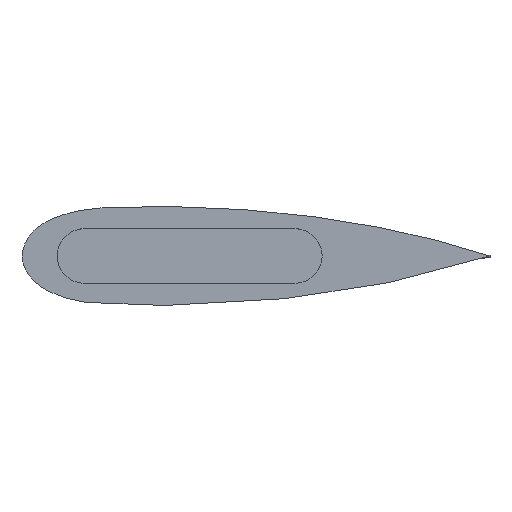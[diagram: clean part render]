
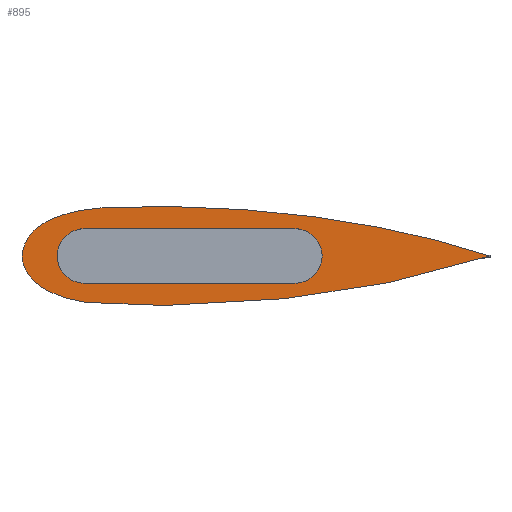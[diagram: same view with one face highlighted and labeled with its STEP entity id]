
A CAD part, top view. The second image highlights one B-rep face of the part: STEP entity #895.
In plain terms, the highlighted planar face has unit normal (0, 0, 1).
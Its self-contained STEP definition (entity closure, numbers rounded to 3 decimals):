
#42 = ORIENTED_EDGE ( 'NONE', *, *, #307, .T. ) ;
#54 = DIRECTION ( 'NONE',  ( 0., 0., -1. ) ) ;
#75 = EDGE_CURVE ( 'NONE', #1282, #96, #1126, .T. ) ;
#79 = CARTESIAN_POINT ( 'NONE',  ( 8., 0., -10. ) ) ;
#81 = FACE_BOUND ( 'NONE', #144, .T. ) ;
#96 = VERTEX_POINT ( 'NONE', #180 ) ;
#114 = DIRECTION ( 'NONE',  ( 1., 0., 0. ) ) ;
#115 = ORIENTED_EDGE ( 'NONE', *, *, #75, .T. ) ;
#126 = LINE ( 'NONE', #1458, #1260 ) ;
#144 = EDGE_LOOP ( 'NONE', ( #42, #115, #525, #482, #764 ) ) ;
#169 = AXIS2_PLACEMENT_3D ( 'NONE', #1014, #1245, #114 ) ;
#180 = CARTESIAN_POINT ( 'NONE',  ( 4.5, 0., -10. ) ) ;
#225 = CARTESIAN_POINT ( 'NONE',  ( 35., 3.5, -10. ) ) ;
#230 = CIRCLE ( 'NONE', #690, 3.5 ) ;
#235 = AXIS2_PLACEMENT_3D ( 'NONE', #1152, #502, #1407 ) ;
#260 = VERTEX_POINT ( 'NONE', #443 ) ;
#301 = CARTESIAN_POINT ( 'NONE',  ( 0.269, 3.254, -10. ) ) ;
#307 = EDGE_CURVE ( 'NONE', #796, #1282, #706, .T. ) ;
#309 = CARTESIAN_POINT ( 'NONE',  ( 5.795, 6.093, -10. ) ) ;
#329 = VERTEX_POINT ( 'NONE', #225 ) ;
#330 = CARTESIAN_POINT ( 'NONE',  ( 35., -3.5, -10. ) ) ;
#344 = PLANE ( 'NONE',  #169 ) ;
#359 = VERTEX_POINT ( 'NONE', #452 ) ;
#400 = CARTESIAN_POINT ( 'NONE',  ( 26.687, 6.871, -10. ) ) ;
#443 = CARTESIAN_POINT ( 'NONE',  ( 0., 0., -10. ) ) ;
#452 = CARTESIAN_POINT ( 'NONE',  ( 8., 3.5, -10. ) ) ;
#472 = EDGE_CURVE ( 'NONE', #329, #796, #1213, .T. ) ;
#482 = ORIENTED_EDGE ( 'NONE', *, *, #1237, .T. ) ;
#502 = DIRECTION ( 'NONE',  ( 0., 0., -1. ) ) ;
#525 = ORIENTED_EDGE ( 'NONE', *, *, #552, .T. ) ;
#539 = CARTESIAN_POINT ( 'NONE',  ( 60.033, 0., -10. ) ) ;
#543 = CARTESIAN_POINT ( 'NONE',  ( 45.229, -4.822, -10. ) ) ;
#552 = EDGE_CURVE ( 'NONE', #96, #359, #230, .T. ) ;
#564 = CARTESIAN_POINT ( 'NONE',  ( 0., 0., -10. ) ) ;
#617 = CARTESIAN_POINT ( 'NONE',  ( 8., -3.5, -10. ) ) ;
#650 = EDGE_CURVE ( 'NONE', #260, #748, #780, .T. ) ;
#654 = ORIENTED_EDGE ( 'NONE', *, *, #884, .F. ) ;
#658 = ORIENTED_EDGE ( 'NONE', *, *, #650, .F. ) ;
#690 = AXIS2_PLACEMENT_3D ( 'NONE', #79, #963, #1091 ) ;
#706 = LINE ( 'NONE', #330, #1244 ) ;
#748 = VERTEX_POINT ( 'NONE', #1216 ) ;
#764 = ORIENTED_EDGE ( 'NONE', *, *, #472, .T. ) ;
#780 = B_SPLINE_CURVE_WITH_KNOTS ( 'NONE', 3,
 ( #973, #301, #309, #400, #1414, #1419 ),
 .UNSPECIFIED., .F., .F.,
 ( 4, 1, 1, 4 ),
 ( 0., 0.136, 0.261, 1. ),
 .UNSPECIFIED. ) ;
#794 = CARTESIAN_POINT ( 'NONE',  ( 5.795, -6.093, -10. ) ) ;
#796 = VERTEX_POINT ( 'NONE', #1121 ) ;
#818 = EDGE_LOOP ( 'NONE', ( #654, #658 ) ) ;
#859 = AXIS2_PLACEMENT_3D ( 'NONE', #928, #54, #1416 ) ;
#884 = EDGE_CURVE ( 'NONE', #748, #260, #934, .T. ) ;
#895 = ADVANCED_FACE ( 'NONE', ( #81, #1464 ), #344, .F. ) ;
#928 = CARTESIAN_POINT ( 'NONE',  ( 8., 0., -10. ) ) ;
#934 = B_SPLINE_CURVE_WITH_KNOTS ( 'NONE', 3,
 ( #539, #543, #1250, #794, #1141, #564 ),
 .UNSPECIFIED., .F., .F.,
 ( 4, 1, 1, 4 ),
 ( 0., 0.739, 0.864, 1. ),
 .UNSPECIFIED. ) ;
#963 = DIRECTION ( 'NONE',  ( 0., 0., -1. ) ) ;
#973 = CARTESIAN_POINT ( 'NONE',  ( 0., 0., -10. ) ) ;
#991 = DIRECTION ( 'NONE',  ( 1., 0., 0. ) ) ;
#1014 = CARTESIAN_POINT ( 'NONE',  ( 28.974, -5.906, -10. ) ) ;
#1091 = DIRECTION ( 'NONE',  ( -1., 0., 0. ) ) ;
#1121 = CARTESIAN_POINT ( 'NONE',  ( 35., -3.5, -10. ) ) ;
#1126 = CIRCLE ( 'NONE', #859, 3.5 ) ;
#1141 = CARTESIAN_POINT ( 'NONE',  ( 0.269, -3.254, -10. ) ) ;
#1152 = CARTESIAN_POINT ( 'NONE',  ( 35., 0., -10. ) ) ;
#1213 = CIRCLE ( 'NONE', #235, 3.5 ) ;
#1216 = CARTESIAN_POINT ( 'NONE',  ( 60.033, 0., -10. ) ) ;
#1237 = EDGE_CURVE ( 'NONE', #359, #329, #126, .T. ) ;
#1244 = VECTOR ( 'NONE', #1457, 1000. ) ;
#1245 = DIRECTION ( 'NONE',  ( 0., 0., -1. ) ) ;
#1250 = CARTESIAN_POINT ( 'NONE',  ( 26.687, -6.871, -10. ) ) ;
#1260 = VECTOR ( 'NONE', #991, 1000. ) ;
#1282 = VERTEX_POINT ( 'NONE', #617 ) ;
#1407 = DIRECTION ( 'NONE',  ( -1., 0., 0. ) ) ;
#1414 = CARTESIAN_POINT ( 'NONE',  ( 45.229, 4.822, -10. ) ) ;
#1416 = DIRECTION ( 'NONE',  ( -1., 0., 0. ) ) ;
#1419 = CARTESIAN_POINT ( 'NONE',  ( 60.033, 0., -10. ) ) ;
#1457 = DIRECTION ( 'NONE',  ( -1., 0., 0. ) ) ;
#1458 = CARTESIAN_POINT ( 'NONE',  ( 35., 3.5, -10. ) ) ;
#1464 = FACE_OUTER_BOUND ( 'NONE', #818, .T. ) ;
